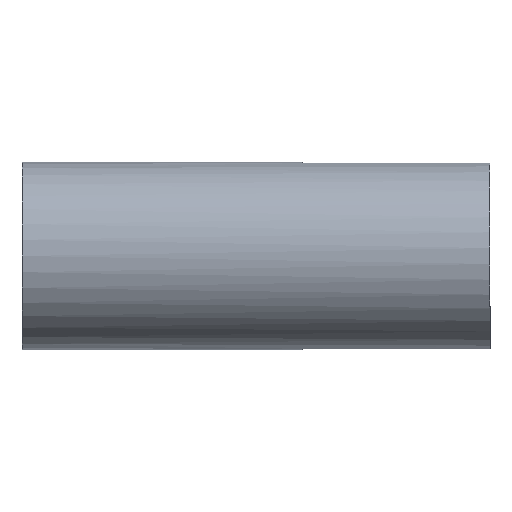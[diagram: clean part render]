
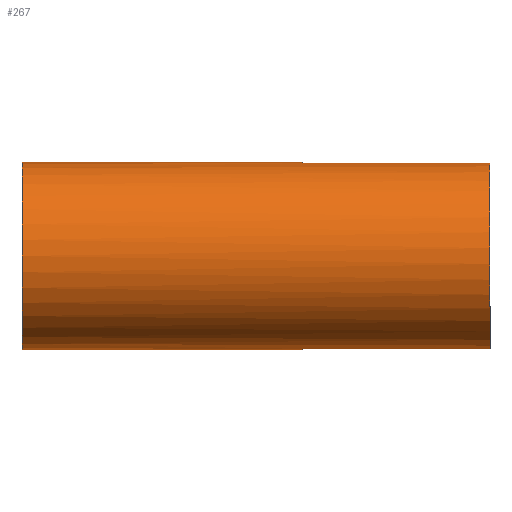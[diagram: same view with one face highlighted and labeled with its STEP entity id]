
A CAD part, left-side view. The second image highlights one B-rep face of the part: STEP entity #267.
In plain terms, the highlighted cylindrical face has radius 4 mm (diameter 8 mm), a full revolution.
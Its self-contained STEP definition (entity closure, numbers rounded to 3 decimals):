
#23=CYLINDRICAL_SURFACE('',#309,4.);
#24=CIRCLE('',#287,4.);
#26=CIRCLE('',#292,4.);
#28=CIRCLE('',#295,4.);
#32=CIRCLE('',#300,4.);
#33=CIRCLE('',#301,4.);
#37=CIRCLE('',#310,4.);
#50=FACE_OUTER_BOUND('',#65,.T.);
#65=EDGE_LOOP('',(#229,#230,#231,#232,#233,#234,#235,#236,#237,#238,#239,
#240));
#71=LINE('',#407,#93);
#73=LINE('',#413,#95);
#79=LINE('',#428,#101);
#81=LINE('',#434,#103);
#89=LINE('',#471,#111);
#93=VECTOR('',#322,10.);
#95=VECTOR('',#326,10.);
#101=VECTOR('',#340,10.);
#103=VECTOR('',#344,10.);
#111=VECTOR('',#392,4.);
#113=VERTEX_POINT('',#401);
#115=VERTEX_POINT('',#405);
#116=VERTEX_POINT('',#409);
#118=VERTEX_POINT('',#412);
#121=VERTEX_POINT('',#422);
#123=VERTEX_POINT('',#426);
#124=VERTEX_POINT('',#430);
#126=VERTEX_POINT('',#433);
#129=VERTEX_POINT('',#448);
#135=VERTEX_POINT('',#469);
#139=EDGE_CURVE('',#113,#115,#71,.T.);
#141=EDGE_CURVE('',#118,#116,#73,.T.);
#144=EDGE_CURVE('',#115,#118,#24,.T.);
#149=EDGE_CURVE('',#121,#123,#79,.T.);
#151=EDGE_CURVE('',#126,#124,#81,.T.);
#154=EDGE_CURVE('',#123,#126,#26,.T.);
#156=EDGE_CURVE('',#124,#113,#28,.T.);
#160=EDGE_CURVE('',#129,#121,#32,.T.);
#161=EDGE_CURVE('',#116,#129,#33,.T.);
#170=EDGE_CURVE('',#135,#135,#37,.T.);
#171=EDGE_CURVE('',#135,#129,#89,.T.);
#229=ORIENTED_EDGE('',*,*,#170,.F.);
#230=ORIENTED_EDGE('',*,*,#171,.T.);
#231=ORIENTED_EDGE('',*,*,#160,.T.);
#232=ORIENTED_EDGE('',*,*,#149,.T.);
#233=ORIENTED_EDGE('',*,*,#154,.T.);
#234=ORIENTED_EDGE('',*,*,#151,.T.);
#235=ORIENTED_EDGE('',*,*,#156,.T.);
#236=ORIENTED_EDGE('',*,*,#139,.T.);
#237=ORIENTED_EDGE('',*,*,#144,.T.);
#238=ORIENTED_EDGE('',*,*,#141,.T.);
#239=ORIENTED_EDGE('',*,*,#161,.T.);
#240=ORIENTED_EDGE('',*,*,#171,.F.);
#267=ADVANCED_FACE('',(#50),#23,.T.);
#287=AXIS2_PLACEMENT_3D('',#418,#331,#332);
#292=AXIS2_PLACEMENT_3D('',#439,#349,#350);
#295=AXIS2_PLACEMENT_3D('',#442,#355,#356);
#300=AXIS2_PLACEMENT_3D('',#449,#365,#366);
#301=AXIS2_PLACEMENT_3D('',#450,#367,#368);
#309=AXIS2_PLACEMENT_3D('',#468,#388,#389);
#310=AXIS2_PLACEMENT_3D('',#470,#390,#391);
#322=DIRECTION('',(0.,0.,1.));
#326=DIRECTION('',(0.,0.,-1.));
#331=DIRECTION('center_axis',(0.,0.,1.));
#332=DIRECTION('ref_axis',(1.,0.,0.));
#340=DIRECTION('',(0.,0.,1.));
#344=DIRECTION('',(0.,0.,-1.));
#349=DIRECTION('center_axis',(0.,0.,1.));
#350=DIRECTION('ref_axis',(1.,0.,0.));
#355=DIRECTION('center_axis',(0.,0.,1.));
#356=DIRECTION('ref_axis',(1.,0.,0.));
#365=DIRECTION('center_axis',(0.,0.,1.));
#366=DIRECTION('ref_axis',(1.,0.,0.));
#367=DIRECTION('center_axis',(0.,0.,1.));
#368=DIRECTION('ref_axis',(1.,0.,0.));
#388=DIRECTION('center_axis',(0.,0.,1.));
#389=DIRECTION('ref_axis',(1.,0.,0.));
#390=DIRECTION('center_axis',(0.,0.,1.));
#391=DIRECTION('ref_axis',(1.,0.,0.));
#392=DIRECTION('',(0.,0.,-1.));
#401=CARTESIAN_POINT('',(0.5,3.969,0.));
#405=CARTESIAN_POINT('',(0.5,3.969,8.));
#407=CARTESIAN_POINT('',(0.5,3.969,0.));
#409=CARTESIAN_POINT('',(-0.5,3.969,0.));
#412=CARTESIAN_POINT('',(-0.5,3.969,8.));
#413=CARTESIAN_POINT('',(-0.5,3.969,0.));
#418=CARTESIAN_POINT('Origin',(0.,0.,8.));
#422=CARTESIAN_POINT('',(-0.5,-3.969,0.));
#426=CARTESIAN_POINT('',(-0.5,-3.969,8.));
#428=CARTESIAN_POINT('',(-0.5,-3.969,0.));
#430=CARTESIAN_POINT('',(0.5,-3.969,0.));
#433=CARTESIAN_POINT('',(0.5,-3.969,8.));
#434=CARTESIAN_POINT('',(0.5,-3.969,0.));
#439=CARTESIAN_POINT('Origin',(0.,0.,8.));
#442=CARTESIAN_POINT('Origin',(0.,0.,0.));
#448=CARTESIAN_POINT('',(-4.,0.,0.));
#449=CARTESIAN_POINT('Origin',(0.,0.,0.));
#450=CARTESIAN_POINT('Origin',(0.,0.,0.));
#468=CARTESIAN_POINT('Origin',(0.,0.,0.));
#469=CARTESIAN_POINT('',(-4.,0.,20.));
#470=CARTESIAN_POINT('Origin',(0.,0.,20.));
#471=CARTESIAN_POINT('',(-4.,0.,0.));
